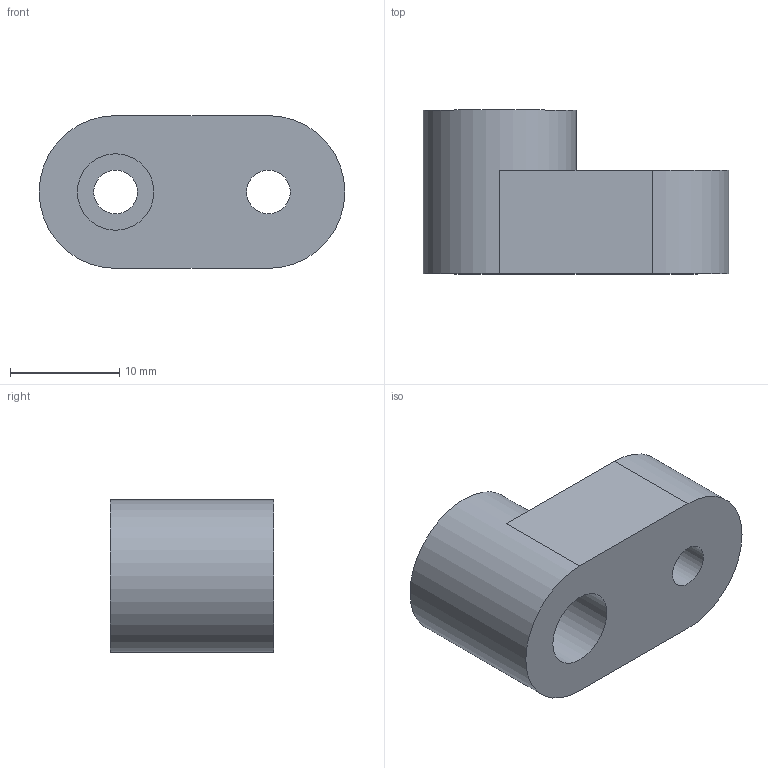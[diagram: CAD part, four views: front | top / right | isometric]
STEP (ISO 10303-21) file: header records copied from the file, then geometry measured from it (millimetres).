
FILE_DESCRIPTION (( 'STEP AP203' ), '1' );
FILE_NAME ('YIS31 Óãëîâîé èçîëÿòîð äëÿ Î øèíû æåëòûé (200 øòóê).STEP', '2016-09-08T06:37:56', ( '' ), ( '' ), 'SwSTEP 2.0', 'SolidWorks 2014', '' );
FILE_SCHEMA (( 'CONFIG_CONTROL_DESIGN' ));
Length unit declared in the file: millimetre
Products named in the file (1): YIS31 Óãëîâîé èçîëÿòîð äëÿ  Î øèíû æåëòûé (200 øòóê)
Bounding box: 28 x 15 x 14 mm (x, y, z)
Volume: 3578.1 mm3; surface area: 1986.9 mm2
Topology: 1 solids, 1 shells, 11 faces, 24 edges, 16 vertices
Faces by surface type: plane 6, cylinder 5
Full cylindrical faces by diameter (mm): 4 x2, 7 x1, 14 x1
Entity records: 365 total; most frequent: DIRECTION 54, CARTESIAN_POINT 46, ORIENTED_EDGE 38, AXIS2_PLACEMENT_3D 23, EDGE_LOOP 20, EDGE_CURVE 19, VERTEX_POINT 15, FACE_OUTER_BOUND 15
